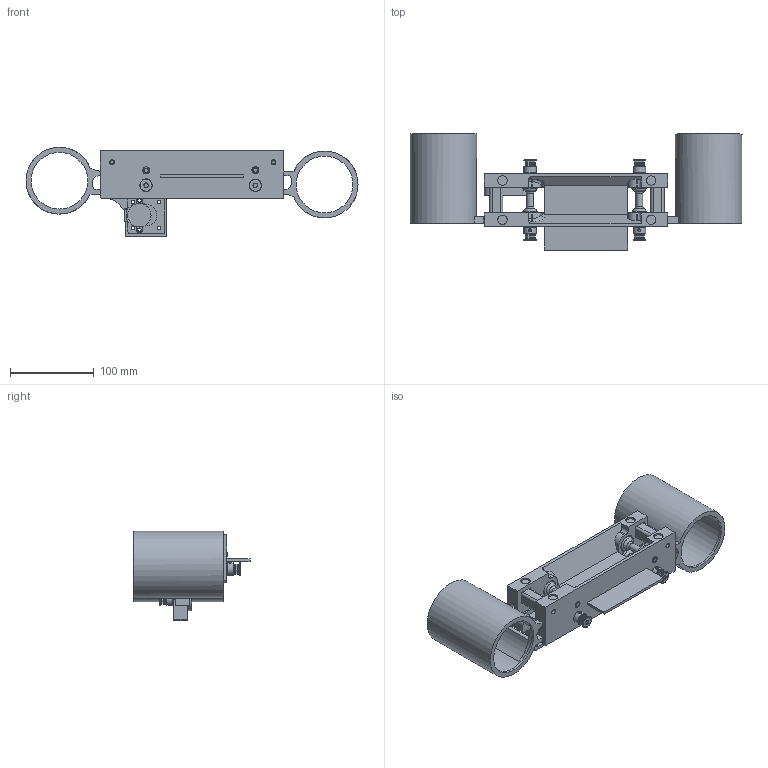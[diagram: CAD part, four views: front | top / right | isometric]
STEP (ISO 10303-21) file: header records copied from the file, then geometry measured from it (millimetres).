
FILE_DESCRIPTION(/* description */ (''),/* implementation_level */ '2;1');
FILE_NAME(/* name */ '135 Scanner.step',/* time_stamp */ '2022-08-15T09:35:43-04:00',/* author */ (''),/* organization */ (''),/* preprocessor_version */ 'ST-DEVELOPER v19',/* originating_system */ 'Autodesk Translation Framework v11.7.0.108',/* authorisation */ '');
FILE_SCHEMA (('AUTOMOTIVE_DESIGN { 1 0 10303 214 3 1 1 }'));
Length unit declared in the file: millimetre
Products named in the file (39): 135 Scanner; Film Collector; 135 Plastic Spacer; 135 Plastic Spacer_1; 135 Spacer; 135 Drive Axle; Drive Axle; 135 Drive Axle_1; Drive Axle_1; Drive Shaft; 2GT-6 Belt Pulley 5mm; 135 Idler; Idler Axle; 135 Idler_1; Idler Axle_1; O-Ring; Idler Shaft; Body Idle Side; Scanner Idle Side Body; SKF_625; SKF_625_1; SKF_625_2; SKF_625_3; Body Drive Side; Scanner Drive Side Body; SKF_625_4; SKF_625_5; SKF_625_6; SKF_625_7; SKF_625_PART4; SKF_625_PART3; SKF_625_PART2; SKF_625_PART1; 28BYJ-48 Stepper; 28BYJ_48_StepperBody; Film Collector_1; Film Collector_2; Plate Glass; Plate Glass_1
Assembly tree (193 placements, depth 5):
  135 Scanner
    2GT-6 Belt Pulley 5mm  x5
    Film Collector
      Film Collector_2
    135 Plastic Spacer
      135 Spacer
    135 Plastic Spacer_1
      135 Spacer
    135 Drive Axle
      Drive Axle
        O-Ring  x2
      Drive Shaft
    135 Drive Axle_1
      Drive Axle_1
        O-Ring  x2
      Drive Shaft
    135 Idler
      Idler Axle
        O-Ring  x2
      Idler Shaft
    135 Idler_1
      Idler Axle_1
        O-Ring  x2
      Idler Shaft
    Body Idle Side
      Scanner Idle Side Body
        SKF_625
          SKF_625_PART4  x8
          SKF_625_PART3  x8
          SKF_625_PART2
          SKF_625_PART1
        SKF_625_1
          SKF_625_PART4  x8
          SKF_625_PART3  x8
          SKF_625_PART2
          SKF_625_PART1
        SKF_625_2
          SKF_625_PART4  x8
          SKF_625_PART3  x8
          SKF_625_PART2
          SKF_625_PART1
        SKF_625_3
          SKF_625_PART4  x8
          SKF_625_PART3  x8
          SKF_625_PART2
          SKF_625_PART1
    Body Drive Side
      Scanner Drive Side Body
        SKF_625_4
          SKF_625_PART4  x8
          SKF_625_PART3  x8
          SKF_625_PART2
          SKF_625_PART1
        SKF_625_5
          SKF_625_PART4  x8
          SKF_625_PART3  x8
          SKF_625_PART2
          SKF_625_PART1
        SKF_625_6
          SKF_625_PART4  x8
Bounding box: 397.51 x 138.95 x 107.11 mm (x, y, z)
Volume: 554725.2 mm3; surface area: 258101.9 mm2
Topology: 114 solids, 114 shells, 1513 faces, 3916 edges, 2544 vertices
Faces by surface type: cylinder 655, plane 532, bspline 111, torus 96, sphere 64, cone 55
Full cylindrical faces by diameter (mm): 3 x10, 4 x4, 4.2 x2, 4.3 x2, 4.305 x4, 4.9 x2, 5 x20, 5.6 x4, 5.8 x4, 6 x1, 7.145 x4, 8 x4, 8.36 x8, 8.4 x16, 9.2 x1, 10.2 x1, 11.4 x4, 12 x16, 15 x10, 16 x16, 16.25 x8, 28 x1, 68 x2, 74.528 x2, 80 x2
Entity records: 30326 total; most frequent: CARTESIAN_POINT 8211, DIRECTION 4483, ORIENTED_EDGE 4262, EDGE_CURVE 2131, AXIS2_PLACEMENT_3D 1603, VERTEX_POINT 1397, LINE 1277, VECTOR 1277
